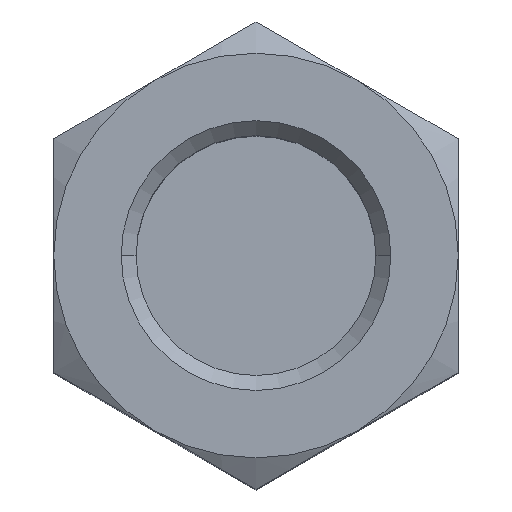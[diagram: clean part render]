
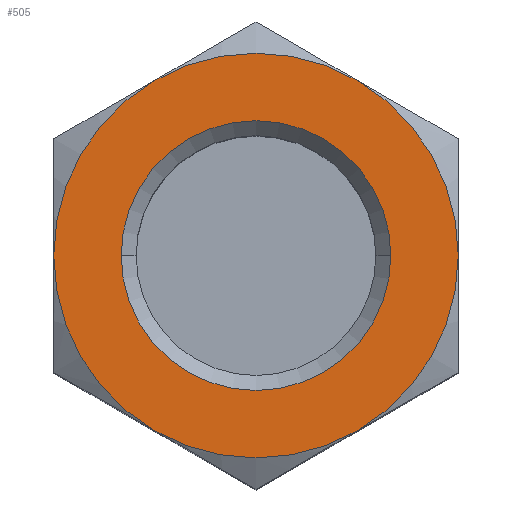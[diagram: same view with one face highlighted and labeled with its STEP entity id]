
A CAD part, top view. The second image highlights one B-rep face of the part: STEP entity #505.
In plain terms, the highlighted planar face has unit normal (0, 0, 1).
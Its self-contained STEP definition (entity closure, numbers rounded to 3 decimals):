
#6 = DIRECTION ( 'NONE',  ( 0., 0., -1. ) ) ;
#18 = DIRECTION ( 'NONE',  ( -1., 0., 0. ) ) ;
#31 = DIRECTION ( 'NONE',  ( -1., 0., 0. ) ) ;
#43 = DIRECTION ( 'NONE',  ( -1., 0., 0. ) ) ;
#45 = CIRCLE ( 'NONE', #643, 13.5 ) ;
#53 = EDGE_CURVE ( 'NONE', #503, #653, #452, .T. ) ;
#60 = CARTESIAN_POINT ( 'NONE',  ( 0., 0., 32. ) ) ;
#68 = ORIENTED_EDGE ( 'NONE', *, *, #53, .T. ) ;
#69 = ORIENTED_EDGE ( 'NONE', *, *, #347, .F. ) ;
#79 = CARTESIAN_POINT ( 'NONE',  ( 0., 0., 32. ) ) ;
#82 = EDGE_CURVE ( 'NONE', #802, #206, #45, .T. ) ;
#83 = VERTEX_POINT ( 'NONE', #495 ) ;
#100 = AXIS2_PLACEMENT_3D ( 'NONE', #947, #313, #961 ) ;
#101 = CIRCLE ( 'NONE', #303, 13.5 ) ;
#102 = CARTESIAN_POINT ( 'NONE',  ( 0., 0., 32. ) ) ;
#163 = ORIENTED_EDGE ( 'NONE', *, *, #82, .F. ) ;
#166 = CARTESIAN_POINT ( 'NONE',  ( 0., 0., 32. ) ) ;
#170 = CARTESIAN_POINT ( 'NONE',  ( 0., 0., 32. ) ) ;
#206 = VERTEX_POINT ( 'NONE', #331 ) ;
#221 = CARTESIAN_POINT ( 'NONE',  ( 13.5, 0., 32. ) ) ;
#231 = EDGE_LOOP ( 'NONE', ( #285, #68 ) ) ;
#251 = ORIENTED_EDGE ( 'NONE', *, *, #820, .T. ) ;
#278 = CARTESIAN_POINT ( 'NONE',  ( 9., 0., 32. ) ) ;
#285 = ORIENTED_EDGE ( 'NONE', *, *, #633, .T. ) ;
#303 = AXIS2_PLACEMENT_3D ( 'NONE', #312, #695, #379 ) ;
#312 = CARTESIAN_POINT ( 'NONE',  ( 0., 0., 32. ) ) ;
#313 = DIRECTION ( 'NONE',  ( 0., 0., -1. ) ) ;
#331 = CARTESIAN_POINT ( 'NONE',  ( -6.75, 11.691, 32. ) ) ;
#347 = EDGE_CURVE ( 'NONE', #496, #942, #772, .T. ) ;
#375 = VERTEX_POINT ( 'NONE', #529 ) ;
#379 = DIRECTION ( 'NONE',  ( 1., 0., 0. ) ) ;
#400 = FACE_OUTER_BOUND ( 'NONE', #569, .T. ) ;
#401 = DIRECTION ( 'NONE',  ( 0., 0., -1. ) ) ;
#424 = CIRCLE ( 'NONE', #623, 9. ) ;
#427 = DIRECTION ( 'NONE',  ( 0., 0., -1. ) ) ;
#448 = DIRECTION ( 'NONE',  ( 0., 0., -1. ) ) ;
#452 = CIRCLE ( 'NONE', #592, 9. ) ;
#454 = CIRCLE ( 'NONE', #524, 13.5 ) ;
#462 = ORIENTED_EDGE ( 'NONE', *, *, #1031, .F. ) ;
#479 = CARTESIAN_POINT ( 'NONE',  ( -13.5, 0., 32. ) ) ;
#484 = DIRECTION ( 'NONE',  ( -1., 0., 0. ) ) ;
#495 = CARTESIAN_POINT ( 'NONE',  ( -6.75, -11.691, 32. ) ) ;
#496 = VERTEX_POINT ( 'NONE', #221 ) ;
#503 = VERTEX_POINT ( 'NONE', #553 ) ;
#505 = ADVANCED_FACE ( 'NONE', ( #952, #400 ), #874, .F. ) ;
#508 = DIRECTION ( 'NONE',  ( -1., 0., 0. ) ) ;
#524 = AXIS2_PLACEMENT_3D ( 'NONE', #102, #6, #18 ) ;
#529 = CARTESIAN_POINT ( 'NONE',  ( 6.75, 11.691, 32. ) ) ;
#553 = CARTESIAN_POINT ( 'NONE',  ( -9., 0., 32. ) ) ;
#569 = EDGE_LOOP ( 'NONE', ( #163, #462, #893, #69, #251, #728 ) ) ;
#587 = DIRECTION ( 'NONE',  ( 0., 0., -1. ) ) ;
#592 = AXIS2_PLACEMENT_3D ( 'NONE', #79, #401, #648 ) ;
#606 = AXIS2_PLACEMENT_3D ( 'NONE', #166, #427, #484 ) ;
#623 = AXIS2_PLACEMENT_3D ( 'NONE', #825, #587, #508 ) ;
#624 = AXIS2_PLACEMENT_3D ( 'NONE', #60, #1023, #699 ) ;
#633 = EDGE_CURVE ( 'NONE', #653, #503, #424, .T. ) ;
#643 = AXIS2_PLACEMENT_3D ( 'NONE', #170, #739, #31 ) ;
#648 = DIRECTION ( 'NONE',  ( -1., 0., 0. ) ) ;
#653 = VERTEX_POINT ( 'NONE', #278 ) ;
#678 = CIRCLE ( 'NONE', #606, 13.5 ) ;
#695 = DIRECTION ( 'NONE',  ( 0., 0., 1. ) ) ;
#699 = DIRECTION ( 'NONE',  ( -1., 0., 0. ) ) ;
#728 = ORIENTED_EDGE ( 'NONE', *, *, #935, .F. ) ;
#739 = DIRECTION ( 'NONE',  ( 0., 0., -1. ) ) ;
#772 = CIRCLE ( 'NONE', #994, 13.5 ) ;
#802 = VERTEX_POINT ( 'NONE', #479 ) ;
#804 = CARTESIAN_POINT ( 'NONE',  ( 6.75, -11.691, 32. ) ) ;
#820 = EDGE_CURVE ( 'NONE', #496, #375, #101, .T. ) ;
#825 = CARTESIAN_POINT ( 'NONE',  ( 0., 0., 32. ) ) ;
#874 = PLANE ( 'NONE',  #100 ) ;
#893 = ORIENTED_EDGE ( 'NONE', *, *, #954, .F. ) ;
#931 = CARTESIAN_POINT ( 'NONE',  ( 0., 0., 32. ) ) ;
#935 = EDGE_CURVE ( 'NONE', #206, #375, #454, .T. ) ;
#942 = VERTEX_POINT ( 'NONE', #804 ) ;
#947 = CARTESIAN_POINT ( 'NONE',  ( 16., 0., 32. ) ) ;
#952 = FACE_BOUND ( 'NONE', #231, .T. ) ;
#954 = EDGE_CURVE ( 'NONE', #942, #83, #678, .T. ) ;
#961 = DIRECTION ( 'NONE',  ( -1., 0., 0. ) ) ;
#994 = AXIS2_PLACEMENT_3D ( 'NONE', #931, #448, #43 ) ;
#995 = CIRCLE ( 'NONE', #624, 13.5 ) ;
#1023 = DIRECTION ( 'NONE',  ( 0., 0., -1. ) ) ;
#1031 = EDGE_CURVE ( 'NONE', #83, #802, #995, .T. ) ;
